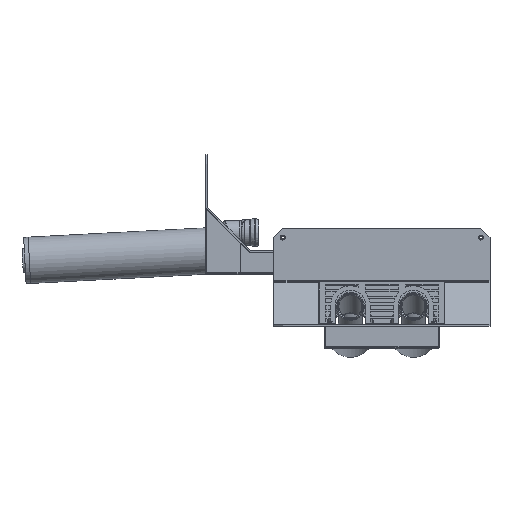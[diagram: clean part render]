
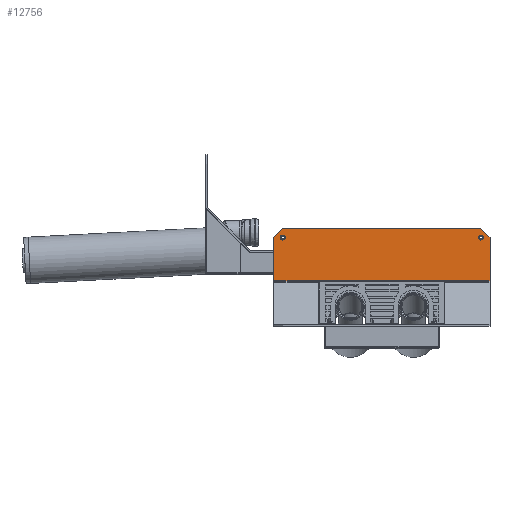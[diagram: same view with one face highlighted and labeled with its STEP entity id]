
A CAD part, left-side view. The second image highlights one B-rep face of the part: STEP entity #12756.
In plain terms, the highlighted planar face has unit normal (-1, 0, 0).
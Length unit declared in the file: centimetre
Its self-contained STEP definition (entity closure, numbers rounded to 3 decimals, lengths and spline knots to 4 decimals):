
#438=FACE_BOUND('',#1959,.T.);
#439=FACE_BOUND('',#1960,.T.);
#686=CIRCLE('',#13574,5.5);
#689=CIRCLE('',#13579,5.5);
#1235=FACE_OUTER_BOUND('',#1958,.T.);
#1958=EDGE_LOOP('',(#9408,#9409,#9410,#9411,#9412,#9413,#9414,#9415,#9416,
#9417));
#1959=EDGE_LOOP('',(#9418));
#1960=EDGE_LOOP('',(#9419));
#2892=LINE('',#20040,#4231);
#2915=LINE('',#20105,#4254);
#2922=LINE('',#20130,#4261);
#2937=LINE('',#20168,#4276);
#2938=LINE('',#20170,#4277);
#2939=LINE('',#20172,#4278);
#2940=LINE('',#20174,#4279);
#2941=LINE('',#20176,#4280);
#2942=LINE('',#20178,#4281);
#2943=LINE('',#20179,#4282);
#4231=VECTOR('',#15461,250.);
#4254=VECTOR('',#15522,0.6895);
#4261=VECTOR('',#15543,0.6895);
#4276=VECTOR('',#15582,115.);
#4277=VECTOR('',#15583,95.6897);
#4278=VECTOR('',#15584,28.2843);
#4279=VECTOR('',#15585,440.);
#4280=VECTOR('',#15586,28.2843);
#4281=VECTOR('',#15587,95.6897);
#4282=VECTOR('',#15588,115.);
#5554=VERTEX_POINT('',#19903);
#5557=VERTEX_POINT('',#19913);
#5599=VERTEX_POINT('',#20038);
#5600=VERTEX_POINT('',#20039);
#5623=VERTEX_POINT('',#20104);
#5634=VERTEX_POINT('',#20128);
#5645=VERTEX_POINT('',#20167);
#5646=VERTEX_POINT('',#20169);
#5647=VERTEX_POINT('',#20171);
#5648=VERTEX_POINT('',#20173);
#5649=VERTEX_POINT('',#20175);
#5650=VERTEX_POINT('',#20177);
#6910=EDGE_CURVE('',#5554,#5554,#686,.T.);
#6915=EDGE_CURVE('',#5557,#5557,#689,.T.);
#6976=EDGE_CURVE('',#5599,#5600,#2892,.T.);
#7009=EDGE_CURVE('',#5623,#5599,#2915,.T.);
#7022=EDGE_CURVE('',#5600,#5634,#2922,.T.);
#7041=EDGE_CURVE('',#5634,#5645,#2937,.T.);
#7042=EDGE_CURVE('',#5646,#5645,#2938,.T.);
#7043=EDGE_CURVE('',#5647,#5646,#2939,.T.);
#7044=EDGE_CURVE('',#5647,#5648,#2940,.T.);
#7045=EDGE_CURVE('',#5649,#5648,#2941,.T.);
#7046=EDGE_CURVE('',#5649,#5650,#2942,.T.);
#7047=EDGE_CURVE('',#5650,#5623,#2943,.T.);
#9408=ORIENTED_EDGE('',*,*,#7009,.T.);
#9409=ORIENTED_EDGE('',*,*,#6976,.T.);
#9410=ORIENTED_EDGE('',*,*,#7022,.T.);
#9411=ORIENTED_EDGE('',*,*,#7041,.T.);
#9412=ORIENTED_EDGE('',*,*,#7042,.F.);
#9413=ORIENTED_EDGE('',*,*,#7043,.F.);
#9414=ORIENTED_EDGE('',*,*,#7044,.T.);
#9415=ORIENTED_EDGE('',*,*,#7045,.F.);
#9416=ORIENTED_EDGE('',*,*,#7046,.T.);
#9417=ORIENTED_EDGE('',*,*,#7047,.T.);
#9418=ORIENTED_EDGE('',*,*,#6910,.T.);
#9419=ORIENTED_EDGE('',*,*,#6915,.T.);
#12184=PLANE('',#13663);
#12756=ADVANCED_FACE('',(#1235,#438,#439),#12184,.T.);
#13574=AXIS2_PLACEMENT_3D('',#19905,#15320,#15321);
#13579=AXIS2_PLACEMENT_3D('',#19915,#15332,#15333);
#13663=AXIS2_PLACEMENT_3D('',#20166,#15580,#15581);
#15320=DIRECTION('center_axis',(1.,0.,0.));
#15321=DIRECTION('ref_axis',(0.,0.,
1.));
#15332=DIRECTION('center_axis',(1.,0.,0.));
#15333=DIRECTION('ref_axis',(0.,0.,
1.));
#15461=DIRECTION('',(0.,-1.,0.));
#15522=DIRECTION('',(0.,0.,1.));
#15543=DIRECTION('',(0.,0.,-1.));
#15580=DIRECTION('center_axis',(-1.,0.,0.));
#15581=DIRECTION('ref_axis',(0.,0.,
1.));
#15582=DIRECTION('',(0.,-1.,0.));
#15583=DIRECTION('',(0.,0.,-1.));
#15584=DIRECTION('',(0.,-0.707,-0.707));
#15585=DIRECTION('',(0.,1.,0.));
#15586=DIRECTION('',(0.,-0.707,0.707));
#15587=DIRECTION('',(0.,0.,-1.));
#15588=DIRECTION('',(0.,-1.,0.));
#19903=CARTESIAN_POINT('',(313.0002,220.,191.5002));
#19905=CARTESIAN_POINT('Origin',(313.0002,220.,197.0002));
#19913=CARTESIAN_POINT('',(313.0002,-220.,191.5002));
#19915=CARTESIAN_POINT('Origin',(313.0002,-220.,197.0002));
#20038=CARTESIAN_POINT('',(313.0002,125.,102.));
#20039=CARTESIAN_POINT('',(313.0002,-125.,102.));
#20040=CARTESIAN_POINT('',(313.0002,0.,102.));
#20104=CARTESIAN_POINT('',(313.0002,125.,101.3105));
#20105=CARTESIAN_POINT('',(313.0002,125.,80.8394));
#20128=CARTESIAN_POINT('',(313.0002,-125.,101.3105));
#20130=CARTESIAN_POINT('',(313.0002,-125.,80.8394));
#20166=CARTESIAN_POINT('Origin',(313.0002,0.,
157.6788));
#20167=CARTESIAN_POINT('',(313.0002,-240.,101.3105));
#20168=CARTESIAN_POINT('',(313.0002,0.,101.3105));
#20169=CARTESIAN_POINT('',(313.0002,-240.,197.0002));
#20170=CARTESIAN_POINT('',(313.0002,-240.,89.4981));
#20171=CARTESIAN_POINT('',(313.0002,-220.,217.0002));
#20172=CARTESIAN_POINT('',(313.0002,-184.8304,252.1699));
#20173=CARTESIAN_POINT('',(313.0002,220.,217.0002));
#20174=CARTESIAN_POINT('',(313.0002,-240.,217.0002));
#20175=CARTESIAN_POINT('',(313.0002,240.,197.0002));
#20176=CARTESIAN_POINT('',(313.0002,184.8304,252.1699));
#20177=CARTESIAN_POINT('',(313.0002,240.,101.3105));
#20178=CARTESIAN_POINT('',(313.0002,240.,89.4981));
#20179=CARTESIAN_POINT('',(313.0002,0.,101.3105));
